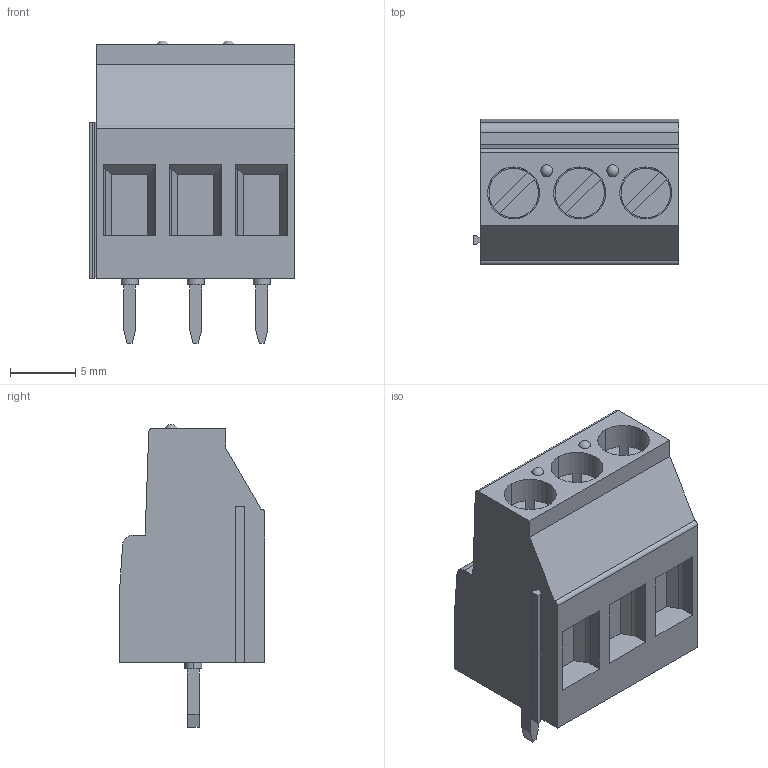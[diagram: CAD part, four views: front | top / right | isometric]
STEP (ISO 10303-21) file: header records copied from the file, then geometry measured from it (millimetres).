
FILE_DESCRIPTION((''),'2;1');
FILE_NAME('PHOENIX_1707917.stp','2013-12-04T15:21:06',(''),(''),'Mechanical Desktop 2011','Mechanical Desktop 2011',', , ');
FILE_SCHEMA(('AUTOMOTIVE_DESIGN { 1 2 10303 214 1 1 1 1 }'));
Length unit declared in the file: millimetre
Products named in the file (1): Product
Bounding box: 15.81 x 11.2 x 23.3 mm (x, y, z)
Volume: 2403.1 mm3; surface area: 1781.4 mm2
Topology: 13 solids, 13 shells, 194 faces, 467 edges, 311 vertices
Faces by surface type: plane 122, cylinder 46, bspline 24, sphere 2
Entity records: 5672 total; most frequent: CARTESIAN_POINT 1045, ORIENTED_EDGE 934, DIRECTION 918, EDGE_CURVE 467, VECTOR 358, LINE 358, VERTEX_POINT 311, AXIS2_PLACEMENT_3D 280
